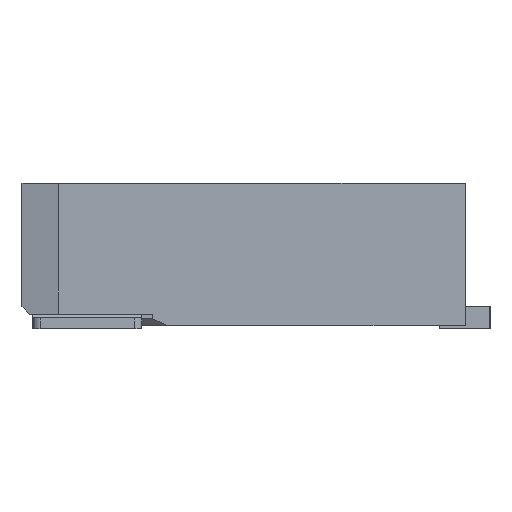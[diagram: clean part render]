
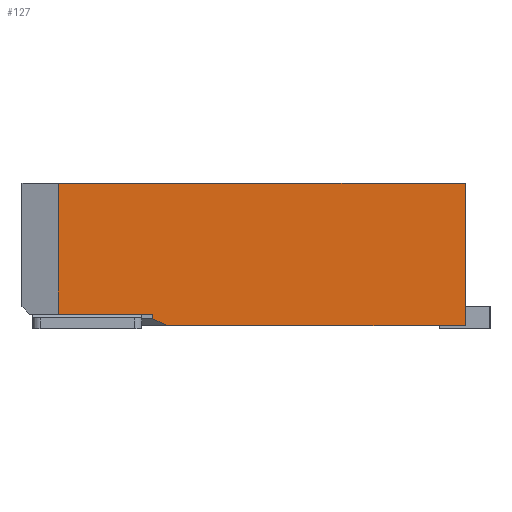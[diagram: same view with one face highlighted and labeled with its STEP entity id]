
A CAD part, left-side view. The second image highlights one B-rep face of the part: STEP entity #127.
In plain terms, the highlighted planar face has unit normal (-1, 0, 0).
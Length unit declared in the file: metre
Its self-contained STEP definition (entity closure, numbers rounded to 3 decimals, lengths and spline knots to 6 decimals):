
#127 = ADVANCED_FACE( '', ( #585 ), #586, .T. );
#585 = FACE_OUTER_BOUND( '', #1348, .T. );
#586 = PLANE( '', #1349 );
#1348 = EDGE_LOOP( '', ( #2623, #2624, #2625, #2626, #2627, #2628, #2629 ) );
#1349 = AXIS2_PLACEMENT_3D( '', #2630, #2631, #2632 );
#2623 = ORIENTED_EDGE( '', *, *, #5535, .T. );
#2624 = ORIENTED_EDGE( '', *, *, #5536, .T. );
#2625 = ORIENTED_EDGE( '', *, *, #5154, .T. );
#2626 = ORIENTED_EDGE( '', *, *, #5537, .T. );
#2627 = ORIENTED_EDGE( '', *, *, #5538, .F. );
#2628 = ORIENTED_EDGE( '', *, *, #5539, .F. );
#2629 = ORIENTED_EDGE( '', *, *, #5540, .T. );
#2630 = CARTESIAN_POINT( '', ( -0.007875, 0.0056, -0.00098 ) );
#2631 = DIRECTION( '', ( -1., 0., 0. ) );
#2632 = DIRECTION( '', ( 0., 0., 1. ) );
#5154 = EDGE_CURVE( '', #6201, #6198, #6202, .T. );
#5535 = EDGE_CURVE( '', #6920, #6921, #6922, .T. );
#5536 = EDGE_CURVE( '', #6921, #6201, #6923, .T. );
#5537 = EDGE_CURVE( '', #6198, #6924, #6925, .T. );
#5538 = EDGE_CURVE( '', #6926, #6924, #6927, .T. );
#5539 = EDGE_CURVE( '', #6928, #6926, #6929, .T. );
#5540 = EDGE_CURVE( '', #6928, #6920, #6930, .T. );
#6198 = VERTEX_POINT( '', #7909 );
#6201 = VERTEX_POINT( '', #7913 );
#6202 = LINE( '', #7914, #7915 );
#6920 = VERTEX_POINT( '', #8954 );
#6921 = VERTEX_POINT( '', #8955 );
#6922 = LINE( '', #8956, #8957 );
#6923 = LINE( '', #8958, #8959 );
#6924 = VERTEX_POINT( '', #8960 );
#6925 = LINE( '', #8961, #8962 );
#6926 = VERTEX_POINT( '', #8963 );
#6927 = LINE( '', #8964, #8965 );
#6928 = VERTEX_POINT( '', #8966 );
#6929 = LINE( '', #8967, #8968 );
#6930 = LINE( '', #8969, #8970 );
#7909 = CARTESIAN_POINT( '', ( -0.007875, 0., -0.00098 ) );
#7913 = CARTESIAN_POINT( '', ( -0.007875, 0.0041, -0.00098 ) );
#7914 = CARTESIAN_POINT( '', ( -0.007875, 0.0041, -0.00098 ) );
#7915 = VECTOR( '', #10494, 1. );
#8954 = CARTESIAN_POINT( '', ( -0.007875, 0.0043, -0.00082 ) );
#8955 = CARTESIAN_POINT( '', ( -0.007875, 0.0043, -0.00088 ) );
#8956 = CARTESIAN_POINT( '', ( -0.007875, 0.0043, -0.00082 ) );
#8957 = VECTOR( '', #10993, 1. );
#8958 = CARTESIAN_POINT( '', ( -0.007875, 0.0043, -0.00088 ) );
#8959 = VECTOR( '', #10994, 1. );
#8960 = CARTESIAN_POINT( '', ( -0.007875, 0., 0.00098 ) );
#8961 = CARTESIAN_POINT( '', ( -0.007875, 0., -0.00098 ) );
#8962 = VECTOR( '', #10995, 1. );
#8963 = CARTESIAN_POINT( '', ( -0.007875, 0.0056, 0.00098 ) );
#8964 = CARTESIAN_POINT( '', ( -0.007875, 0.0056, 0.00098 ) );
#8965 = VECTOR( '', #10996, 1. );
#8966 = CARTESIAN_POINT( '', ( -0.007875, 0.0056, -0.00082 ) );
#8967 = CARTESIAN_POINT( '', ( -0.007875, 0.0056, -0.00082 ) );
#8968 = VECTOR( '', #10997, 1. );
#8969 = CARTESIAN_POINT( '', ( -0.007875, 0.0056, -0.00082 ) );
#8970 = VECTOR( '', #10998, 1. );
#10494 = DIRECTION( '', ( 0., -1., 0. ) );
#10993 = DIRECTION( '', ( 0., 0., -1. ) );
#10994 = DIRECTION( '', ( 0., -0.894, -0.447 ) );
#10995 = DIRECTION( '', ( 0., 0., 1. ) );
#10996 = DIRECTION( '', ( 0., -1., 0. ) );
#10997 = DIRECTION( '', ( 0., 0., 1. ) );
#10998 = DIRECTION( '', ( 0., -1., 0. ) );
